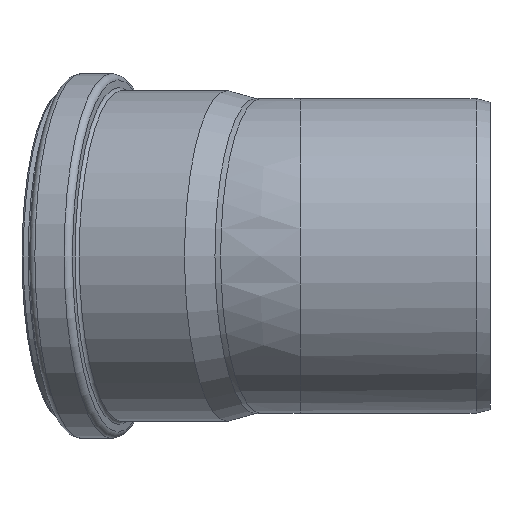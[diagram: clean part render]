
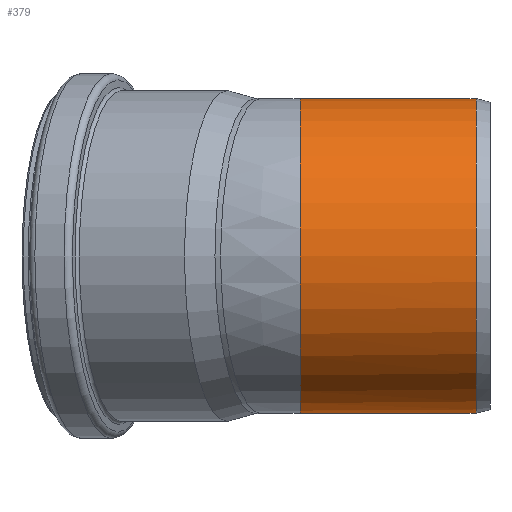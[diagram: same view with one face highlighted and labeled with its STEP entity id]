
A CAD part, left-side view. The second image highlights one B-rep face of the part: STEP entity #379.
In plain terms, the highlighted cylindrical face has radius 45.1 mm (diameter 90.2 mm), a full revolution.
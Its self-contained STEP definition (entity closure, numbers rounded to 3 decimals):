
#29=CYLINDRICAL_SURFACE('',#420,45.1);
#42=ELLIPSE('',#416,45.507,45.1);
#49=FACE_BOUND('',#120,.T.);
#83=FACE_OUTER_BOUND('',#119,.T.);
#119=EDGE_LOOP('',(#301));
#120=EDGE_LOOP('',(#302,#303));
#182=CIRCLE('',#414,45.1);
#184=CIRCLE('',#418,45.1);
#216=VERTEX_POINT('',#624);
#218=VERTEX_POINT('',#648);
#220=VERTEX_POINT('',#657);
#252=EDGE_CURVE('',#216,#216,#182,.T.);
#255=EDGE_CURVE('',#218,#220,#42,.T.);
#258=EDGE_CURVE('',#220,#218,#184,.T.);
#301=ORIENTED_EDGE('',*,*,#252,.T.);
#302=ORIENTED_EDGE('',*,*,#255,.F.);
#303=ORIENTED_EDGE('',*,*,#258,.F.);
#379=ADVANCED_FACE('',(#83,#49),#29,.T.);
#414=AXIS2_PLACEMENT_3D('',#625,#486,#487);
#416=AXIS2_PLACEMENT_3D('',#658,#490,#491);
#418=AXIS2_PLACEMENT_3D('',#695,#494,#495);
#420=AXIS2_PLACEMENT_3D('',#697,#498,#499);
#486=DIRECTION('center_axis',(0.,1.,0.));
#487=DIRECTION('ref_axis',(1.,0.,0.));
#490=DIRECTION('center_axis',(0.133,0.991,0.));
#491=DIRECTION('ref_axis',(0.991,-0.133,0.));
#494=DIRECTION('center_axis',(0.,1.,0.));
#495=DIRECTION('ref_axis',(1.,0.,0.));
#498=DIRECTION('center_axis',(0.,1.,0.));
#499=DIRECTION('ref_axis',(1.,0.,0.));
#624=CARTESIAN_POINT('',(-45.1,4.,0.));
#625=CARTESIAN_POINT('Origin',(0.,4.,0.));
#648=CARTESIAN_POINT('',(41.774,54.378,16.999));
#657=CARTESIAN_POINT('',(41.774,54.378,-16.999));
#658=CARTESIAN_POINT('Origin',(0.,60.,0.));
#695=CARTESIAN_POINT('Origin',(0.,54.378,0.));
#697=CARTESIAN_POINT('Origin',(0.,0.,0.));
